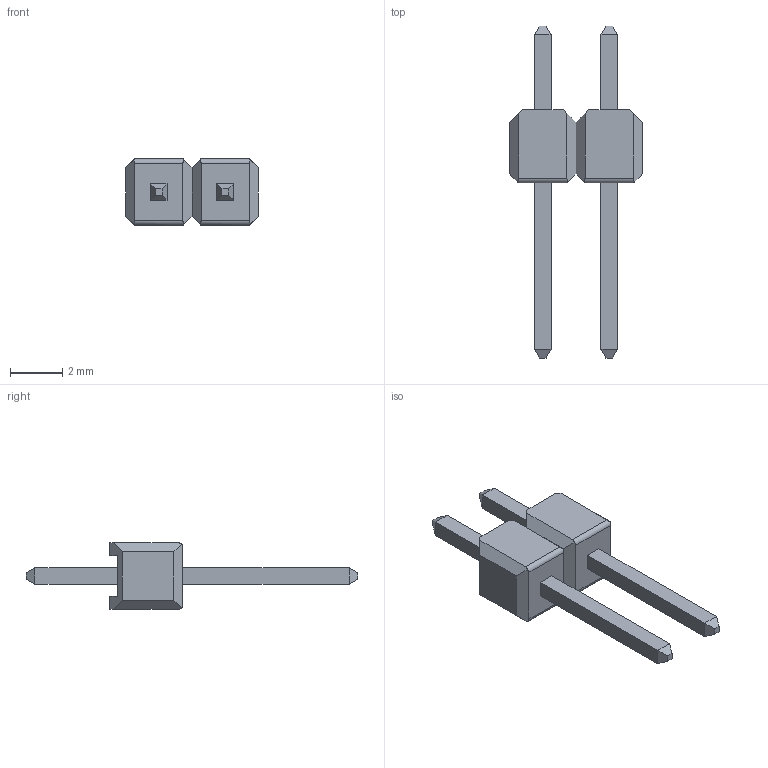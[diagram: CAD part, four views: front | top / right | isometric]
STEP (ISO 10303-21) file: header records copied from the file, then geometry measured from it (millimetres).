
FILE_DESCRIPTION(('FreeCAD Model'),'2;1');
FILE_NAME('User Library-1x2 TH Pitch 2.54mm_sp.step', '2017-09-02T19:14:12',('kicad StepUp'),('ksu MCAD'), 'Open CASCADE STEP processor 6.8','FreeCAD','Unknown');
FILE_SCHEMA(('AUTOMOTIVE_DESIGN_CC2 { 1 2 10303 214 -1 1 5 4 }'));
Length unit declared in the file: millimetre
Products named in the file (1): User_Library-1x2_TH_Pitch_2.54mm_sp
Bounding box: 5.08 x 12.7 x 2.54 mm (x, y, z)
Surface area: 134 mm2 (no closed solid volume)
Topology: 0 solids, 7 shells, 94 faces, 221 edges, 132 vertices
Faces by surface type: plane 90, cylinder 4
Entity records: 2638 total; most frequent: CARTESIAN_POINT 496, ORIENTED_EDGE 480, DIRECTION 395, EDGE_CURVE 221, LINE 205, VECTOR 205, VERTEX_POINT 132, FACE_BOUND 98
